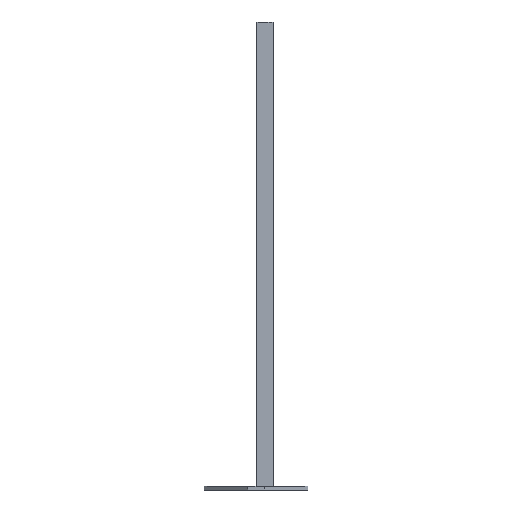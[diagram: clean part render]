
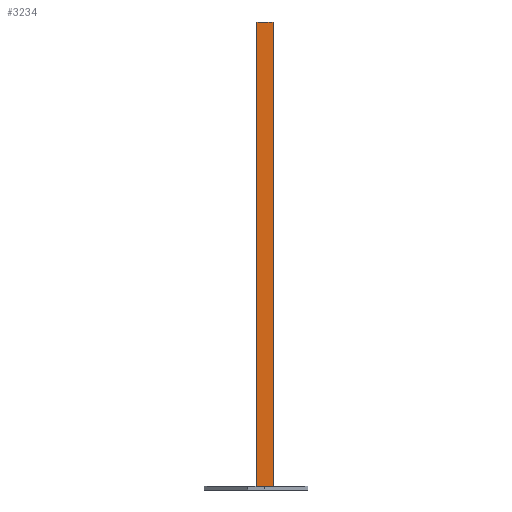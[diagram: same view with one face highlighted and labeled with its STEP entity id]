
A CAD part, left-side view. The second image highlights one B-rep face of the part: STEP entity #3234.
In plain terms, the highlighted face is planar.
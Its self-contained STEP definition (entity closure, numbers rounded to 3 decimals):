
#71 = DIRECTION ( 'NONE',  ( -1., 0., 0. ) ) ;
#119 = CARTESIAN_POINT ( 'NONE',  ( 20.5, 18.5, 600. ) ) ;
#233 = DIRECTION ( 'NONE',  ( 0., -1., 0. ) ) ;
#341 = DIRECTION ( 'NONE',  ( 0., 1., 0. ) ) ;
#505 = EDGE_CURVE ( 'NONE', #2649, #975, #2693, .T. ) ;
#592 = CARTESIAN_POINT ( 'NONE',  ( 20.5, 4.5, 0. ) ) ;
#685 = ORIENTED_EDGE ( 'NONE', *, *, #4424, .F. ) ;
#758 = EDGE_CURVE ( 'NONE', #1004, #2628, #880, .T. ) ;
#880 = LINE ( 'NONE', #4134, #3970 ) ;
#975 = VERTEX_POINT ( 'NONE', #119 ) ;
#1004 = VERTEX_POINT ( 'NONE', #2906 ) ;
#1028 = LINE ( 'NONE', #3497, #3538 ) ;
#1057 = LINE ( 'NONE', #4048, #1393 ) ;
#1113 = VECTOR ( 'NONE', #3949, 1000. ) ;
#1130 = VERTEX_POINT ( 'NONE', #3188 ) ;
#1266 = CARTESIAN_POINT ( 'NONE',  ( 20.5, 4.5, 600. ) ) ;
#1267 = CARTESIAN_POINT ( 'NONE',  ( 20.5, 21., 600. ) ) ;
#1331 = EDGE_CURVE ( 'NONE', #1942, #1004, #2466, .T. ) ;
#1377 = CARTESIAN_POINT ( 'NONE',  ( 20.5, 4.5, 600. ) ) ;
#1388 = ORIENTED_EDGE ( 'NONE', *, *, #1331, .T. ) ;
#1393 = VECTOR ( 'NONE', #3800, 1000. ) ;
#1642 = LINE ( 'NONE', #1267, #3898 ) ;
#1643 = VECTOR ( 'NONE', #2188, 1000. ) ;
#1692 = LINE ( 'NONE', #592, #2678 ) ;
#1738 = CARTESIAN_POINT ( 'NONE',  ( 20.5, 4.5, 0. ) ) ;
#1782 = EDGE_CURVE ( 'NONE', #4390, #2628, #1642, .T. ) ;
#1795 = ORIENTED_EDGE ( 'NONE', *, *, #2840, .T. ) ;
#1937 = EDGE_CURVE ( 'NONE', #1130, #2643, #1028, .T. ) ;
#1942 = VERTEX_POINT ( 'NONE', #1738 ) ;
#1998 = EDGE_CURVE ( 'NONE', #1942, #2643, #1692, .T. ) ;
#2048 = LINE ( 'NONE', #2927, #1113 ) ;
#2109 = EDGE_LOOP ( 'NONE', ( #1388, #2195, #3619, #685, #2350, #1795, #4441, #4157 ) ) ;
#2187 = VECTOR ( 'NONE', #4379, 1000. ) ;
#2188 = DIRECTION ( 'NONE',  ( 0., 1., 0. ) ) ;
#2195 = ORIENTED_EDGE ( 'NONE', *, *, #758, .T. ) ;
#2350 = ORIENTED_EDGE ( 'NONE', *, *, #505, .F. ) ;
#2370 = DIRECTION ( 'NONE',  ( 0., 0., -1. ) ) ;
#2466 = LINE ( 'NONE', #3888, #1643 ) ;
#2628 = VERTEX_POINT ( 'NONE', #3116 ) ;
#2643 = VERTEX_POINT ( 'NONE', #3454 ) ;
#2649 = VERTEX_POINT ( 'NONE', #1377 ) ;
#2663 = PLANE ( 'NONE',  #2699 ) ;
#2678 = VECTOR ( 'NONE', #233, 1000. ) ;
#2693 = LINE ( 'NONE', #1266, #2187 ) ;
#2699 = AXIS2_PLACEMENT_3D ( 'NONE', #4070, #71, #4251 ) ;
#2728 = FACE_OUTER_BOUND ( 'NONE', #2109, .T. ) ;
#2840 = EDGE_CURVE ( 'NONE', #2649, #1130, #2048, .T. ) ;
#2906 = CARTESIAN_POINT ( 'NONE',  ( 20.5, 18.5, 0. ) ) ;
#2927 = CARTESIAN_POINT ( 'NONE',  ( 20.5, 0., 600. ) ) ;
#3116 = CARTESIAN_POINT ( 'NONE',  ( 20.5, 21., 0. ) ) ;
#3188 = CARTESIAN_POINT ( 'NONE',  ( 20.5, 0., 600. ) ) ;
#3234 = ADVANCED_FACE ( 'NONE', ( #2728 ), #2663, .F. ) ;
#3454 = CARTESIAN_POINT ( 'NONE',  ( 20.5, 0., 0. ) ) ;
#3497 = CARTESIAN_POINT ( 'NONE',  ( 20.5, 0., 600. ) ) ;
#3538 = VECTOR ( 'NONE', #3819, 1000. ) ;
#3619 = ORIENTED_EDGE ( 'NONE', *, *, #1782, .F. ) ;
#3800 = DIRECTION ( 'NONE',  ( 0., 1., 0. ) ) ;
#3819 = DIRECTION ( 'NONE',  ( 0., 0., -1. ) ) ;
#3888 = CARTESIAN_POINT ( 'NONE',  ( 20.5, 4.5, 0. ) ) ;
#3898 = VECTOR ( 'NONE', #2370, 1000. ) ;
#3949 = DIRECTION ( 'NONE',  ( 0., -1., 0. ) ) ;
#3970 = VECTOR ( 'NONE', #341, 1000. ) ;
#4048 = CARTESIAN_POINT ( 'NONE',  ( 20.5, 4.5, 600. ) ) ;
#4070 = CARTESIAN_POINT ( 'NONE',  ( 20.5, 4.5, 600. ) ) ;
#4134 = CARTESIAN_POINT ( 'NONE',  ( 20.5, 21., 0. ) ) ;
#4157 = ORIENTED_EDGE ( 'NONE', *, *, #1998, .F. ) ;
#4251 = DIRECTION ( 'NONE',  ( 0., 0., 1. ) ) ;
#4379 = DIRECTION ( 'NONE',  ( 0., 1., 0. ) ) ;
#4390 = VERTEX_POINT ( 'NONE', #4442 ) ;
#4424 = EDGE_CURVE ( 'NONE', #975, #4390, #1057, .T. ) ;
#4441 = ORIENTED_EDGE ( 'NONE', *, *, #1937, .T. ) ;
#4442 = CARTESIAN_POINT ( 'NONE',  ( 20.5, 21., 600. ) ) ;
